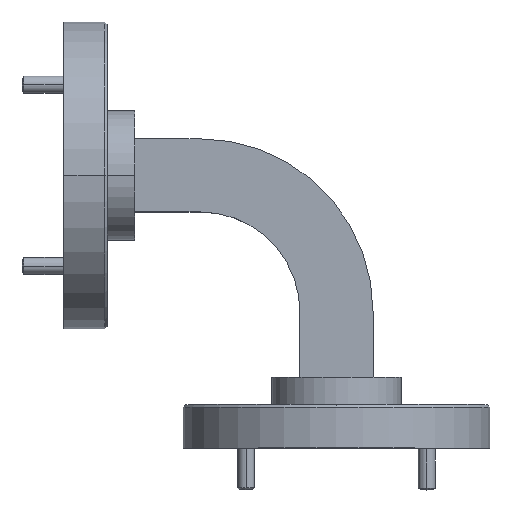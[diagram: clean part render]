
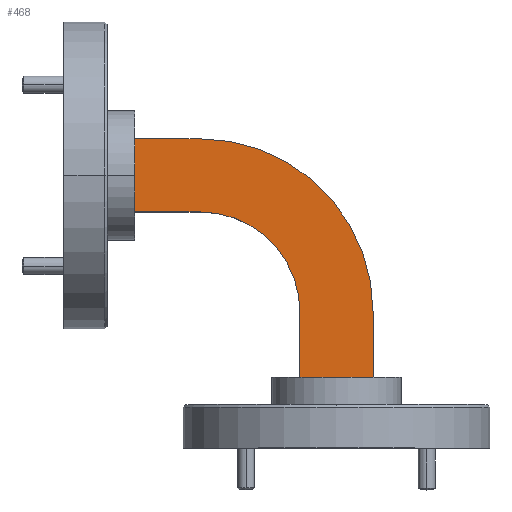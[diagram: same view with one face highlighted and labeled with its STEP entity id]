
A CAD part, top view. The second image highlights one B-rep face of the part: STEP entity #468.
In plain terms, the highlighted planar face has unit normal (0, 0, 1).
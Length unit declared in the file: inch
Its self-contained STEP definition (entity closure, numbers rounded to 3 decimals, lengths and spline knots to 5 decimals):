
#144 = CARTESIAN_POINT ( 'NONE',  ( 0.26, -0.134, 0.087 ) ) ;
#264 = DIRECTION ( 'NONE',  ( -1., 0., 0. ) ) ;
#330 = VECTOR ( 'NONE', #6066, 39.37008 ) ;
#468 = ADVANCED_FACE ( 'NONE', ( #4644 ), #1277, .T. ) ;
#751 = VERTEX_POINT ( 'NONE', #3217 ) ;
#798 = CARTESIAN_POINT ( 'NONE',  ( 0.5, 0.134, 0.087 ) ) ;
#919 = CARTESIAN_POINT ( 'NONE',  ( 0.5, -0.134, 0.087 ) ) ;
#975 = VECTOR ( 'NONE', #3601, 39.37008 ) ;
#1141 = CARTESIAN_POINT ( 'NONE',  ( 0.866, -0.74, 0.087 ) ) ;
#1277 = PLANE ( 'NONE',  #4501 ) ;
#1312 = DIRECTION ( 'NONE',  ( 0., -1., 0. ) ) ;
#1469 = ORIENTED_EDGE ( 'NONE', *, *, #4807, .T. ) ;
#1498 = AXIS2_PLACEMENT_3D ( 'NONE', #4545, #4438, #2240 ) ;
#1544 = ORIENTED_EDGE ( 'NONE', *, *, #5375, .T. ) ;
#1748 = DIRECTION ( 'NONE',  ( 0., 1., 0. ) ) ;
#1770 = VERTEX_POINT ( 'NONE', #1141 ) ;
#1790 = VERTEX_POINT ( 'NONE', #5172 ) ;
#1903 = ORIENTED_EDGE ( 'NONE', *, *, #2218, .T. ) ;
#1936 = VECTOR ( 'NONE', #1748, 39.37008 ) ;
#1954 = DIRECTION ( 'NONE',  ( -1., 0., 0. ) ) ;
#1997 = CARTESIAN_POINT ( 'NONE',  ( 0.5, -0.134, 0.087 ) ) ;
#2194 = ORIENTED_EDGE ( 'NONE', *, *, #6557, .F. ) ;
#2218 = EDGE_CURVE ( 'NONE', #3753, #5684, #3442, .T. ) ;
#2240 = DIRECTION ( 'NONE',  ( -1., 0., 0. ) ) ;
#2839 = AXIS2_PLACEMENT_3D ( 'NONE', #3807, #5460, #264 ) ;
#2962 = EDGE_CURVE ( 'NONE', #5071, #1790, #5508, .T. ) ;
#2992 = ORIENTED_EDGE ( 'NONE', *, *, #4557, .F. ) ;
#3002 = DIRECTION ( 'NONE',  ( 0., -1., 0. ) ) ;
#3033 = ORIENTED_EDGE ( 'NONE', *, *, #5020, .F. ) ;
#3039 = CARTESIAN_POINT ( 'NONE',  ( 1.134, -0.5, 0.087 ) ) ;
#3217 = CARTESIAN_POINT ( 'NONE',  ( 0.26, 0.134, 0.087 ) ) ;
#3277 = VECTOR ( 'NONE', #6345, 39.37008 ) ;
#3358 = CARTESIAN_POINT ( 'NONE',  ( 0.866, -0.5, 0.087 ) ) ;
#3368 = ORIENTED_EDGE ( 'NONE', *, *, #7453, .F. ) ;
#3442 = CIRCLE ( 'NONE', #2839, 0.366 ) ;
#3477 = LINE ( 'NONE', #5775, #1936 ) ;
#3601 = DIRECTION ( 'NONE',  ( -1., 0., 0. ) ) ;
#3753 = VERTEX_POINT ( 'NONE', #919 ) ;
#3807 = CARTESIAN_POINT ( 'NONE',  ( 0.5, -0.5, 0.087 ) ) ;
#3809 = CARTESIAN_POINT ( 'NONE',  ( 0.866, -0.5, 0.087 ) ) ;
#3899 = VECTOR ( 'NONE', #1954, 39.37008 ) ;
#4203 = ORIENTED_EDGE ( 'NONE', *, *, #2962, .F. ) ;
#4298 = CARTESIAN_POINT ( 'NONE',  ( 0.5, 0.134, 0.087 ) ) ;
#4438 = DIRECTION ( 'NONE',  ( 0., 0., -1. ) ) ;
#4501 = AXIS2_PLACEMENT_3D ( 'NONE', #6417, #6917, #3002 ) ;
#4545 = CARTESIAN_POINT ( 'NONE',  ( 0.5, -0.5, 0.087 ) ) ;
#4557 = EDGE_CURVE ( 'NONE', #4804, #751, #3477, .T. ) ;
#4644 = FACE_OUTER_BOUND ( 'NONE', #5407, .T. ) ;
#4804 = VERTEX_POINT ( 'NONE', #144 ) ;
#4807 = EDGE_CURVE ( 'NONE', #5071, #751, #6656, .T. ) ;
#5020 = EDGE_CURVE ( 'NONE', #6186, #1770, #5975, .T. ) ;
#5071 = VERTEX_POINT ( 'NONE', #4298 ) ;
#5172 = CARTESIAN_POINT ( 'NONE',  ( 1.134, -0.5, 0.087 ) ) ;
#5258 = VECTOR ( 'NONE', #1312, 39.37008 ) ;
#5316 = CARTESIAN_POINT ( 'NONE',  ( 1.134, -0.74, 0.087 ) ) ;
#5375 = EDGE_CURVE ( 'NONE', #5684, #1770, #6197, .T. ) ;
#5407 = EDGE_LOOP ( 'NONE', ( #1544, #3033, #2194, #4203, #1469, #2992, #3368, #1903 ) ) ;
#5411 = CARTESIAN_POINT ( 'NONE',  ( 0.5, -0.74, 0.087 ) ) ;
#5460 = DIRECTION ( 'NONE',  ( 0., 0., -1. ) ) ;
#5508 = CIRCLE ( 'NONE', #1498, 0.634 ) ;
#5684 = VERTEX_POINT ( 'NONE', #3809 ) ;
#5775 = CARTESIAN_POINT ( 'NONE',  ( 0.26, 0.134, 0.087 ) ) ;
#5953 = LINE ( 'NONE', #1997, #330 ) ;
#5975 = LINE ( 'NONE', #5411, #975 ) ;
#6023 = LINE ( 'NONE', #3039, #5258 ) ;
#6066 = DIRECTION ( 'NONE',  ( -1., 0., 0. ) ) ;
#6186 = VERTEX_POINT ( 'NONE', #5316 ) ;
#6197 = LINE ( 'NONE', #3358, #3277 ) ;
#6345 = DIRECTION ( 'NONE',  ( 0., -1., 0. ) ) ;
#6417 = CARTESIAN_POINT ( 'NONE',  ( 0.5, 0.134, 0.087 ) ) ;
#6557 = EDGE_CURVE ( 'NONE', #1790, #6186, #6023, .T. ) ;
#6656 = LINE ( 'NONE', #798, #3899 ) ;
#6917 = DIRECTION ( 'NONE',  ( 0., 0., 1. ) ) ;
#7453 = EDGE_CURVE ( 'NONE', #3753, #4804, #5953, .T. ) ;
